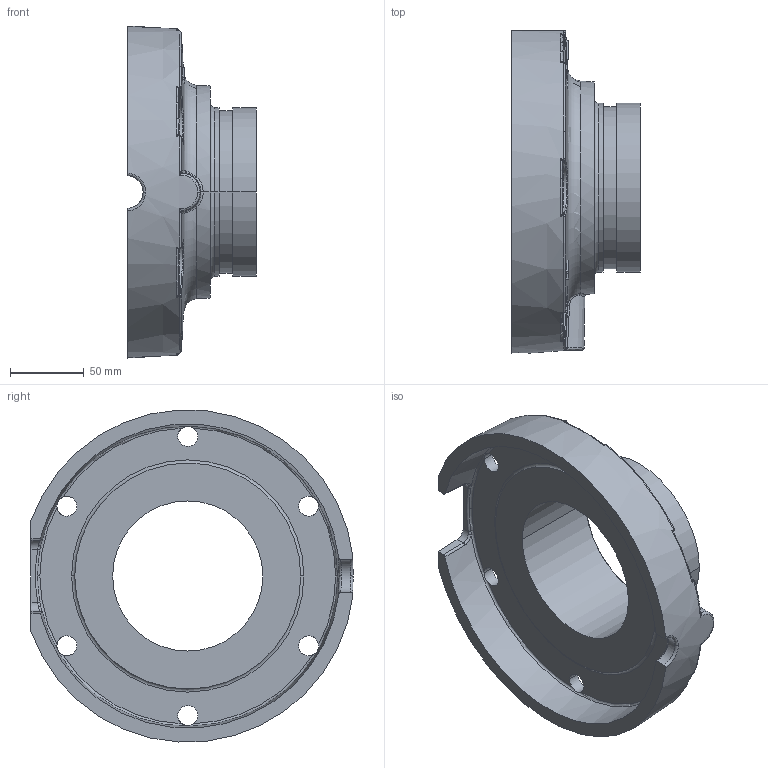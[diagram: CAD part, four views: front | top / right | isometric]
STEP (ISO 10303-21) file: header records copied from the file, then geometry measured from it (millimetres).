
FILE_DESCRIPTION((''),'2;1');
FILE_NAME('D09892','2011-12-12T',('sobri'),(''),'PRO/ENGINEER BY PARAMETRIC TECHNOLOGY CORPORATION, 2011180','PRO/ENGINEER BY PARAMETRIC TECHNOLOGY CORPORATION, 2011180','');
FILE_SCHEMA(('CONFIG_CONTROL_DESIGN'));
Length unit declared in the file: inch
Products named in the file (1): D09892
Bounding box: 86.87 x 218.02 x 224.7 mm (x, y, z)
Volume: 700337.5 mm3; surface area: 139793.3 mm2
Topology: 1 solids, 1 shells, 356 faces, 905 edges, 559 vertices
Faces by surface type: plane 153, bspline 112, cylinder 41, torus 32, cone 18
Entity records: 14997 total; most frequent: CARTESIAN_POINT 7300, ORIENTED_EDGE 1810, DIRECTION 1303, EDGE_CURVE 905, VERTEX_POINT 559, AXIS2_PLACEMENT_3D 492, EDGE_LOOP 378, FACE_OUTER_BOUND 356
